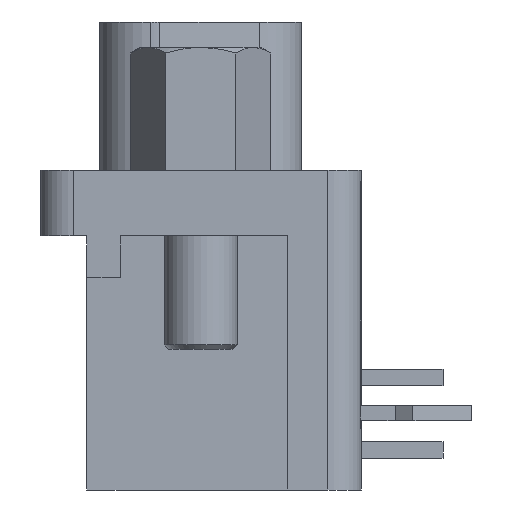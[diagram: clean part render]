
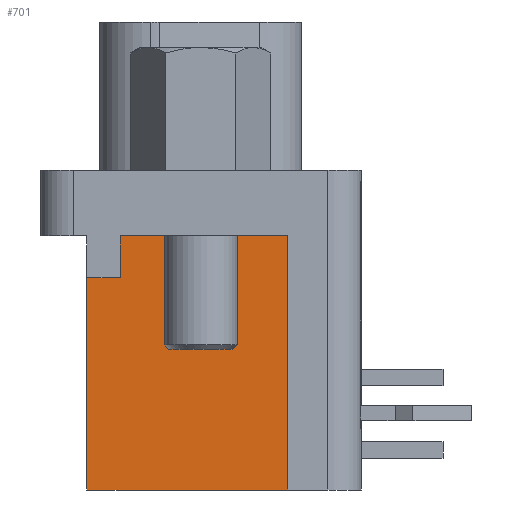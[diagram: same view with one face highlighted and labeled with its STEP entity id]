
A CAD part, left-side view. The second image highlights one B-rep face of the part: STEP entity #701.
In plain terms, the highlighted planar face has unit normal (-1, 0, 0).
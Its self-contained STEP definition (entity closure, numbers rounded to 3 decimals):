
#701=ADVANCED_FACE('',(#1488),#1489,.F.);
#1488=FACE_OUTER_BOUND('',#2353,.T.);
#1489=PLANE('',#2354);
#2353=EDGE_LOOP('',(#4356,#4357,#4358,#4359,#4360,#4361));
#2354=AXIS2_PLACEMENT_3D('',#4362,#4363,#4364);
#4356=ORIENTED_EDGE('',*,*,#5699,.F.);
#4357=ORIENTED_EDGE('',*,*,#5707,.T.);
#4358=ORIENTED_EDGE('',*,*,#5709,.T.);
#4359=ORIENTED_EDGE('',*,*,#5710,.T.);
#4360=ORIENTED_EDGE('',*,*,#5711,.T.);
#4361=ORIENTED_EDGE('',*,*,#5712,.F.);
#4362=CARTESIAN_POINT('',(-13.85,1.439,-8.29));
#4363=DIRECTION('',(1.0,0.0,0.));
#4364=DIRECTION('',(0.,0.0,-1.0));
#5699=EDGE_CURVE('',#6990,#6992,#6993,.T.);
#5707=EDGE_CURVE('',#6990,#7004,#7006,.T.);
#5709=EDGE_CURVE('',#7004,#7008,#7009,.T.);
#5710=EDGE_CURVE('',#7008,#7010,#7011,.T.);
#5711=EDGE_CURVE('',#7010,#7012,#7013,.T.);
#5712=EDGE_CURVE('',#6992,#7012,#7014,.T.);
#6990=VERTEX_POINT('',#9004);
#6992=VERTEX_POINT('',#9007);
#6993=LINE('',#9008,#9009);
#7004=VERTEX_POINT('',#9025);
#7006=LINE('',#9028,#9029);
#7008=VERTEX_POINT('',#9031);
#7009=LINE('',#9032,#9033);
#7010=VERTEX_POINT('',#9034);
#7011=LINE('',#9035,#9036);
#7012=VERTEX_POINT('',#9037);
#7013=LINE('',#9038,#9039);
#7014=LINE('',#9040,#9041);
#9004=CARTESIAN_POINT('',(-13.85,-3.4,-12.5));
#9007=CARTESIAN_POINT('',(-13.85,4.45,-12.5));
#9008=CARTESIAN_POINT('',(-13.85,0.719,-12.5));
#9009=VECTOR('',#9989,1.0);
#9025=CARTESIAN_POINT('',(-13.85,-3.4,-2.56));
#9028=CARTESIAN_POINT('',(-13.85,-3.4,-2.56));
#9029=VECTOR('',#9996,1.0);
#9031=CARTESIAN_POINT('',(-13.85,3.15,-2.56));
#9032=CARTESIAN_POINT('',(-13.85,-3.4,-2.56));
#9033=VECTOR('',#9997,1.0);
#9034=CARTESIAN_POINT('',(-13.85,3.15,-4.2));
#9035=CARTESIAN_POINT('',(-13.85,3.15,-2.56));
#9036=VECTOR('',#9998,1.0);
#9037=CARTESIAN_POINT('',(-13.85,4.45,-4.2));
#9038=CARTESIAN_POINT('',(-13.85,3.15,-4.2));
#9039=VECTOR('',#9999,1.0);
#9040=CARTESIAN_POINT('',(-13.85,4.45,-8.135));
#9041=VECTOR('',#10000,1.0);
#9989=DIRECTION('',(0.0,1.0,0.0));
#9996=DIRECTION('',(0.,0.,1.0));
#9997=DIRECTION('',(0.,1.0,0.));
#9998=DIRECTION('',(0.,0.,-1.0));
#9999=DIRECTION('',(0.0,1.0,0.0));
#10000=DIRECTION('',(0.,0.0,1.0));
